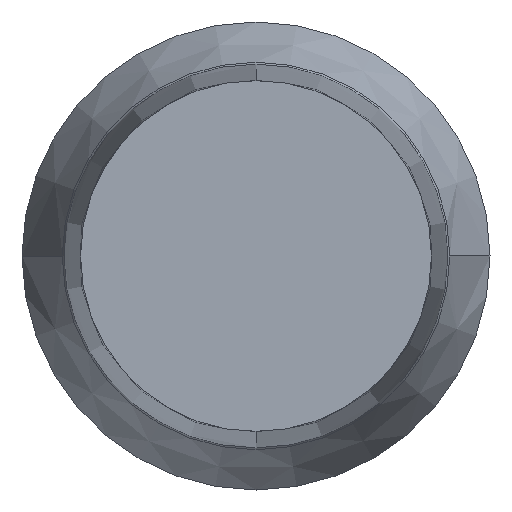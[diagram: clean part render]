
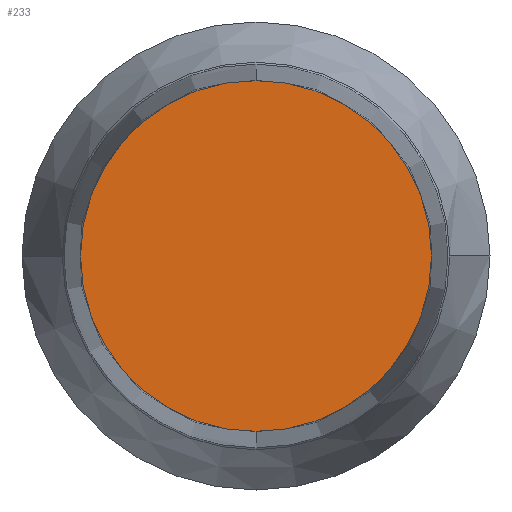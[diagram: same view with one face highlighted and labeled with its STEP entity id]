
A CAD part, front view. The second image highlights one B-rep face of the part: STEP entity #233.
In plain terms, the highlighted planar face has unit normal (0, -1, 0).
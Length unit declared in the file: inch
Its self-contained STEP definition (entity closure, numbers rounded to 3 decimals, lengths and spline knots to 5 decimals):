
#27 = ORIENTED_EDGE ( 'NONE', *, *, #292, .T. ) ;
#36 = CARTESIAN_POINT ( 'NONE',  ( 0., 0., 0. ) ) ;
#44 = DIRECTION ( 'NONE',  ( 0., -1., 0. ) ) ;
#73 = DIRECTION ( 'NONE',  ( 0., 0., -1. ) ) ;
#92 = EDGE_LOOP ( 'NONE', ( #329, #27 ) ) ;
#93 = VERTEX_POINT ( 'NONE', #206 ) ;
#109 = CARTESIAN_POINT ( 'NONE',  ( 0., 0., 0. ) ) ;
#113 = DIRECTION ( 'NONE',  ( 0., -1., 0. ) ) ;
#121 = AXIS2_PLACEMENT_3D ( 'NONE', #109, #113, #249 ) ;
#134 = DIRECTION ( 'NONE',  ( 0., -1., 0. ) ) ;
#177 = DIRECTION ( 'NONE',  ( 0., 0., -1. ) ) ;
#182 = EDGE_CURVE ( 'NONE', #93, #443, #254, .T. ) ;
#186 = FACE_OUTER_BOUND ( 'NONE', #92, .T. ) ;
#206 = CARTESIAN_POINT ( 'NONE',  ( 0., 0., 0.09375 ) ) ;
#233 = ADVANCED_FACE ( 'NONE', ( #186 ), #324, .T. ) ;
#248 = CARTESIAN_POINT ( 'NONE',  ( 0., 0., 0. ) ) ;
#249 = DIRECTION ( 'NONE',  ( 0., 0., -1. ) ) ;
#254 = CIRCLE ( 'NONE', #316, 0.09375 ) ;
#267 = AXIS2_PLACEMENT_3D ( 'NONE', #36, #44, #177 ) ;
#292 = EDGE_CURVE ( 'NONE', #443, #93, #296, .T. ) ;
#296 = CIRCLE ( 'NONE', #121, 0.09375 ) ;
#316 = AXIS2_PLACEMENT_3D ( 'NONE', #248, #134, #73 ) ;
#324 = PLANE ( 'NONE',  #267 ) ;
#329 = ORIENTED_EDGE ( 'NONE', *, *, #182, .T. ) ;
#385 = CARTESIAN_POINT ( 'NONE',  ( 0., 0., -0.09375 ) ) ;
#443 = VERTEX_POINT ( 'NONE', #385 ) ;
